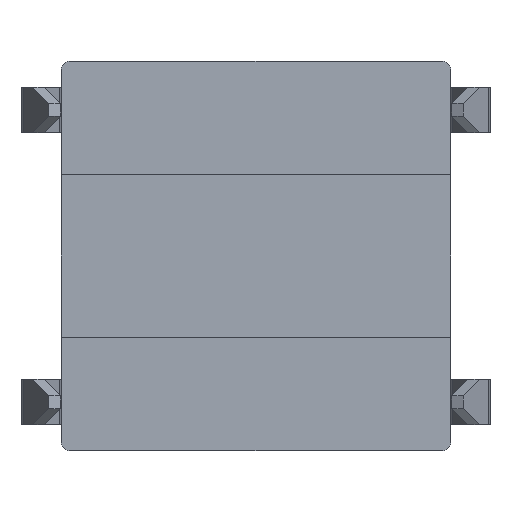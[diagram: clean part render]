
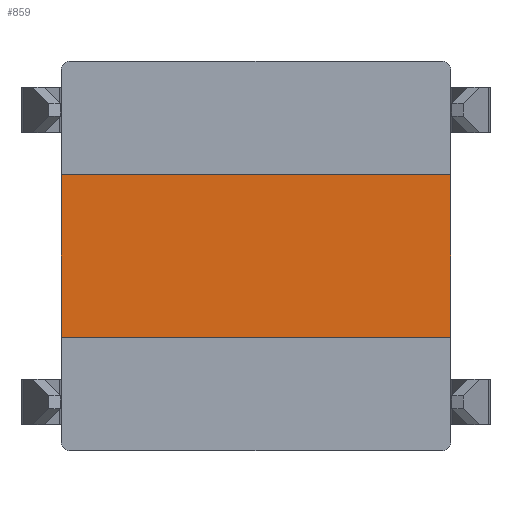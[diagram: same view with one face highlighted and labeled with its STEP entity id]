
A CAD part, front view. The second image highlights one B-rep face of the part: STEP entity #859.
In plain terms, the highlighted planar face has unit normal (0, -1, 0).
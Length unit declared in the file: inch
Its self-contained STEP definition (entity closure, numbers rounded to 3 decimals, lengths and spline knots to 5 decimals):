
#74 = VECTOR ( 'NONE', #2265, 39.37008 ) ;
#76 = AXIS2_PLACEMENT_3D ( 'NONE', #1007, #227, #736 ) ;
#227 = DIRECTION ( 'NONE',  ( 0., 1., 0. ) ) ;
#244 = ORIENTED_EDGE ( 'NONE', *, *, #1874, .F. ) ;
#423 = ORIENTED_EDGE ( 'NONE', *, *, #2508, .T. ) ;
#597 = VECTOR ( 'NONE', #1891, 39.37008 ) ;
#686 = EDGE_CURVE ( 'NONE', #3041, #914, #2013, .T. ) ;
#736 = DIRECTION ( 'NONE',  ( 1., 0., 0. ) ) ;
#859 = ADVANCED_FACE ( 'NONE', ( #1310 ), #3178, .F. ) ;
#914 = VERTEX_POINT ( 'NONE', #2099 ) ;
#1007 = CARTESIAN_POINT ( 'NONE',  ( -0.15551, 0.00394, 0.04921 ) ) ;
#1164 = VECTOR ( 'NONE', #1608, 39.37008 ) ;
#1239 = VERTEX_POINT ( 'NONE', #1694 ) ;
#1246 = CARTESIAN_POINT ( 'NONE',  ( 0.11811, 0.00394, -0.04921 ) ) ;
#1310 = FACE_OUTER_BOUND ( 'NONE', #3024, .T. ) ;
#1315 = LINE ( 'NONE', #3452, #1164 ) ;
#1335 = LINE ( 'NONE', #1887, #2191 ) ;
#1338 = LINE ( 'NONE', #1645, #597 ) ;
#1465 = ORIENTED_EDGE ( 'NONE', *, *, #1542, .F. ) ;
#1542 = EDGE_CURVE ( 'NONE', #1239, #914, #1335, .T. ) ;
#1608 = DIRECTION ( 'NONE',  ( 0., 0., 1. ) ) ;
#1645 = CARTESIAN_POINT ( 'NONE',  ( -0.15551, 0.00394, -0.04921 ) ) ;
#1694 = CARTESIAN_POINT ( 'NONE',  ( -0.11811, 0.00394, 0.04921 ) ) ;
#1748 = CARTESIAN_POINT ( 'NONE',  ( 0.11811, 0.00394, 0.04921 ) ) ;
#1874 = EDGE_CURVE ( 'NONE', #1893, #1239, #1315, .T. ) ;
#1887 = CARTESIAN_POINT ( 'NONE',  ( -0.15551, 0.00394, 0.04921 ) ) ;
#1891 = DIRECTION ( 'NONE',  ( 1., 0., 0. ) ) ;
#1893 = VERTEX_POINT ( 'NONE', #3301 ) ;
#2013 = LINE ( 'NONE', #1748, #74 ) ;
#2099 = CARTESIAN_POINT ( 'NONE',  ( 0.11811, 0.00394, 0.04921 ) ) ;
#2191 = VECTOR ( 'NONE', #2985, 39.37008 ) ;
#2265 = DIRECTION ( 'NONE',  ( 0., 0., 1. ) ) ;
#2508 = EDGE_CURVE ( 'NONE', #1893, #3041, #1338, .T. ) ;
#2985 = DIRECTION ( 'NONE',  ( 1., 0., 0. ) ) ;
#3024 = EDGE_LOOP ( 'NONE', ( #423, #3513, #1465, #244 ) ) ;
#3041 = VERTEX_POINT ( 'NONE', #1246 ) ;
#3178 = PLANE ( 'NONE',  #76 ) ;
#3301 = CARTESIAN_POINT ( 'NONE',  ( -0.11811, 0.00394, -0.04921 ) ) ;
#3452 = CARTESIAN_POINT ( 'NONE',  ( -0.11811, 0.00394, -0.11811 ) ) ;
#3513 = ORIENTED_EDGE ( 'NONE', *, *, #686, .T. ) ;
